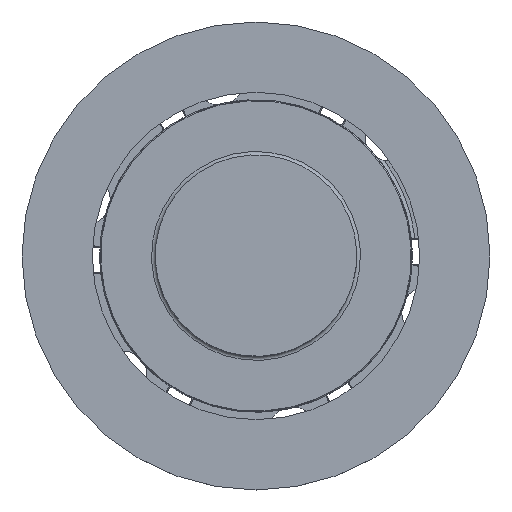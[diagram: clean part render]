
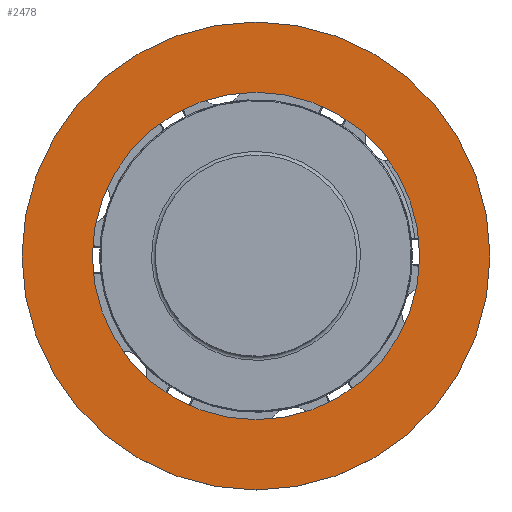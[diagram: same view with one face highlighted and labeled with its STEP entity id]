
A CAD part, top view. The second image highlights one B-rep face of the part: STEP entity #2478.
In plain terms, the highlighted planar face has unit normal (0, 0, 1).
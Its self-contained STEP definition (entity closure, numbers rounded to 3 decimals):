
#128=FACE_BOUND('',#3419,.T.);
#129=FACE_BOUND('',#3420,.T.);
#599=PLANE('',#9110);
#2478=ADVANCED_FACE('',(#128,#129),#599,.F.);
#3419=EDGE_LOOP('',(#5941));
#3420=EDGE_LOOP('',(#5942));
#5941=ORIENTED_EDGE('',*,*,#7912,.F.);
#5942=ORIENTED_EDGE('',*,*,#7910,.T.);
#6701=VERTEX_POINT('',#14644);
#6703=VERTEX_POINT('',#14649);
#7910=EDGE_CURVE('',#6701,#6701,#8281,.T.);
#7912=EDGE_CURVE('',#6703,#6703,#8283,.T.);
#8281=CIRCLE('',#9106,49.94);
#8283=CIRCLE('',#9109,34.94);
#9106=AXIS2_PLACEMENT_3D('',#14643,#11465,#11466);
#9109=AXIS2_PLACEMENT_3D('',#14648,#11471,#11472);
#9110=AXIS2_PLACEMENT_3D('',#14650,#11473,#11474);
#11465=DIRECTION('',(0.,0.,1.));
#11466=DIRECTION('',(-1.,0.,0.));
#11471=DIRECTION('',(0.,0.,1.));
#11472=DIRECTION('',(-1.,0.,0.));
#11473=DIRECTION('',(0.,0.,-1.));
#11474=DIRECTION('',(-1.,0.,0.));
#14643=CARTESIAN_POINT('',(0.,0.,
-48.));
#14644=CARTESIAN_POINT('',(-49.94,0.,-48.));
#14648=CARTESIAN_POINT('',(0.,0.,
-48.));
#14649=CARTESIAN_POINT('',(-34.94,0.,-48.));
#14650=CARTESIAN_POINT('',(49.94,0.,-48.));
